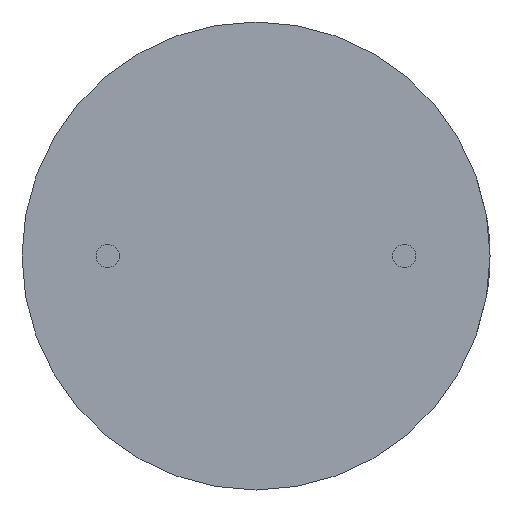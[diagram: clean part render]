
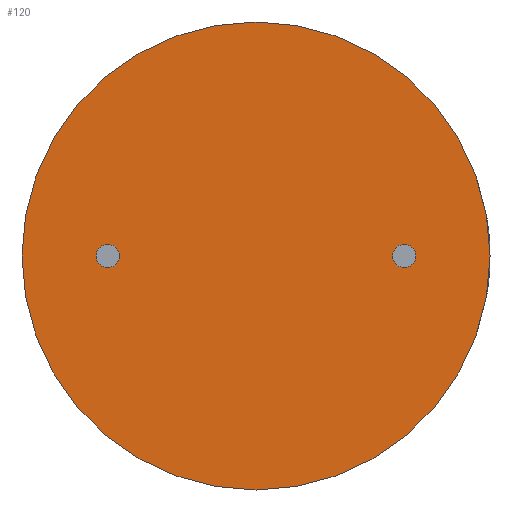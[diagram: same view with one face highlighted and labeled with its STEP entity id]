
A CAD part, front view. The second image highlights one B-rep face of the part: STEP entity #120.
In plain terms, the highlighted planar face has unit normal (0, -1, 0).
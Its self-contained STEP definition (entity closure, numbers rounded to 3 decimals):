
#65 = CARTESIAN_POINT ( 'NONE',  ( 0., 0., -6. ) ) ;
#82 = DIRECTION ( 'NONE',  ( 0., 0., -1. ) ) ;
#120 = ADVANCED_FACE ( 'NONE', ( #1600 ), #1789, .F. ) ;
#220 = AXIS2_PLACEMENT_3D ( 'NONE', #257, #942, #1590 ) ;
#256 = CIRCLE ( 'NONE', #899, 6. ) ;
#257 = CARTESIAN_POINT ( 'NONE',  ( 0., 0., 0. ) ) ;
#301 = VERTEX_POINT ( 'NONE', #1341 ) ;
#333 = CARTESIAN_POINT ( 'NONE',  ( 0., 0., 0. ) ) ;
#437 = VERTEX_POINT ( 'NONE', #65 ) ;
#439 = DIRECTION ( 'NONE',  ( 0., 1., 0. ) ) ;
#449 = CIRCLE ( 'NONE', #2051, 6. ) ;
#798 = EDGE_LOOP ( 'NONE', ( #1471, #2042 ) ) ;
#899 = AXIS2_PLACEMENT_3D ( 'NONE', #333, #1018, #1560 ) ;
#942 = DIRECTION ( 'NONE',  ( 0., 1., 0. ) ) ;
#1018 = DIRECTION ( 'NONE',  ( 0., 1., 0. ) ) ;
#1341 = CARTESIAN_POINT ( 'NONE',  ( 0., 0., 6. ) ) ;
#1471 = ORIENTED_EDGE ( 'NONE', *, *, #2014, .F. ) ;
#1560 = DIRECTION ( 'NONE',  ( 0., 0., -1. ) ) ;
#1590 = DIRECTION ( 'NONE',  ( 0., 0., 1. ) ) ;
#1600 = FACE_OUTER_BOUND ( 'NONE', #798, .T. ) ;
#1604 = CARTESIAN_POINT ( 'NONE',  ( 0., 0., 0. ) ) ;
#1789 = PLANE ( 'NONE',  #220 ) ;
#2014 = EDGE_CURVE ( 'NONE', #437, #301, #256, .T. ) ;
#2042 = ORIENTED_EDGE ( 'NONE', *, *, #2132, .F. ) ;
#2051 = AXIS2_PLACEMENT_3D ( 'NONE', #1604, #439, #82 ) ;
#2132 = EDGE_CURVE ( 'NONE', #301, #437, #449, .T. ) ;
